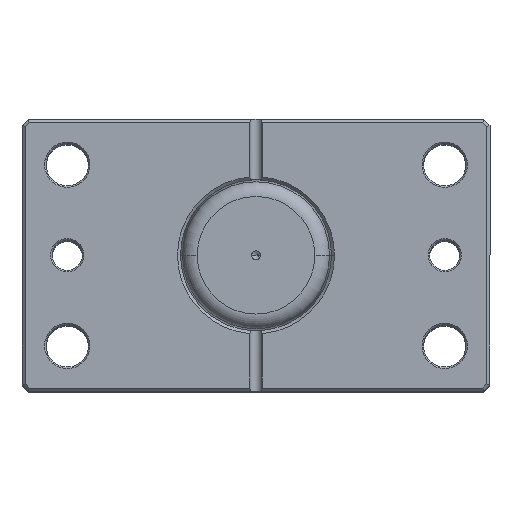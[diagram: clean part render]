
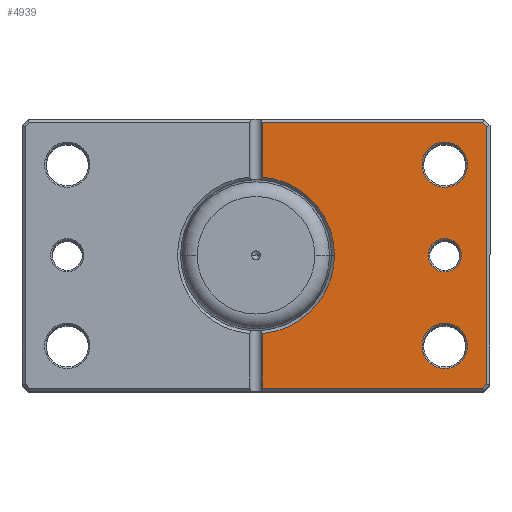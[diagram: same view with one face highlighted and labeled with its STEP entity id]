
A CAD part, top view. The second image highlights one B-rep face of the part: STEP entity #4939.
In plain terms, the highlighted face is planar.
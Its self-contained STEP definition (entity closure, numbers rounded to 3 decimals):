
#49 = DIRECTION ( 'NONE',  ( 0., 0., 1. ) ) ;
#51 = CARTESIAN_POINT ( 'NONE',  ( -55., -30., 0. ) ) ;
#113 = VERTEX_POINT ( 'NONE', #2321 ) ;
#128 = LINE ( 'NONE', #1163, #3560 ) ;
#178 = EDGE_CURVE ( 'NONE', #6450, #2246, #1000, .T. ) ;
#258 = DIRECTION ( 'NONE',  ( 0., 0., 1. ) ) ;
#269 = ORIENTED_EDGE ( 'NONE', *, *, #3219, .T. ) ;
#341 = EDGE_CURVE ( 'NONE', #6981, #3326, #1421, .T. ) ;
#402 = DIRECTION ( 'NONE',  ( 1., 0., 0. ) ) ;
#425 = DIRECTION ( 'NONE',  ( 1., 0., 0. ) ) ;
#507 = CARTESIAN_POINT ( 'NONE',  ( -55., 30., 0. ) ) ;
#511 = DIRECTION ( 'NONE',  ( 1., 0., 0. ) ) ;
#537 = CARTESIAN_POINT ( 'NONE',  ( -26., 0., 0. ) ) ;
#547 = VERTEX_POINT ( 'NONE', #3005 ) ;
#597 = ORIENTED_EDGE ( 'NONE', *, *, #2558, .T. ) ;
#671 = FACE_OUTER_BOUND ( 'NONE', #802, .T. ) ;
#674 = CARTESIAN_POINT ( 'NONE',  ( -75.086, -44., 0. ) ) ;
#802 = EDGE_LOOP ( 'NONE', ( #3934, #597, #2886, #6396, #5193, #269, #6831, #4594, #6512 ) ) ;
#1000 = LINE ( 'NONE', #1143, #4091 ) ;
#1078 = DIRECTION ( 'NONE',  ( 0., 0., 1. ) ) ;
#1143 = CARTESIAN_POINT ( 'NONE',  ( -2., 45., 0. ) ) ;
#1163 = CARTESIAN_POINT ( 'NONE',  ( -2., 45., 0. ) ) ;
#1191 = AXIS2_PLACEMENT_3D ( 'NONE', #7016, #3690, #402 ) ;
#1285 = CIRCLE ( 'NONE', #1680, 26. ) ;
#1289 = DIRECTION ( 'NONE',  ( 0., 0., 1. ) ) ;
#1328 = EDGE_CURVE ( 'NONE', #3326, #5297, #6428, .T. ) ;
#1421 = LINE ( 'NONE', #4637, #5678 ) ;
#1445 = VERTEX_POINT ( 'NONE', #51 ) ;
#1493 = CARTESIAN_POINT ( 'NONE',  ( 0., 44., 0. ) ) ;
#1613 = CIRCLE ( 'NONE', #4559, 7.5 ) ;
#1656 = EDGE_CURVE ( 'NONE', #1445, #113, #1720, .T. ) ;
#1672 = VERTEX_POINT ( 'NONE', #4161 ) ;
#1680 = AXIS2_PLACEMENT_3D ( 'NONE', #4578, #1289, #5159 ) ;
#1696 = DIRECTION ( 'NONE',  ( 0., -1., 0. ) ) ;
#1720 = CIRCLE ( 'NONE', #6355, 7.5 ) ;
#1853 = CARTESIAN_POINT ( 'NONE',  ( -59.543, -59.543, 0. ) ) ;
#1879 = DIRECTION ( 'NONE',  ( 0., -1., 0. ) ) ;
#2040 = CARTESIAN_POINT ( 'NONE',  ( -68., 0., 0. ) ) ;
#2246 = VERTEX_POINT ( 'NONE', #7008 ) ;
#2309 = AXIS2_PLACEMENT_3D ( 'NONE', #3327, #49, #3877 ) ;
#2321 = CARTESIAN_POINT ( 'NONE',  ( -70., -30., 0. ) ) ;
#2409 = DIRECTION ( 'NONE',  ( -0.707, 0.707, 0. ) ) ;
#2470 = PLANE ( 'NONE',  #6723 ) ;
#2506 = CARTESIAN_POINT ( 'NONE',  ( -75.086, 44., 0. ) ) ;
#2558 = EDGE_CURVE ( 'NONE', #547, #3559, #1285, .T. ) ;
#2639 = EDGE_CURVE ( 'NONE', #2246, #3715, #6825, .T. ) ;
#2728 = AXIS2_PLACEMENT_3D ( 'NONE', #4360, #1078, #4928 ) ;
#2820 = EDGE_CURVE ( 'NONE', #3478, #3373, #6914, .T. ) ;
#2886 = ORIENTED_EDGE ( 'NONE', *, *, #4128, .T. ) ;
#2984 = EDGE_CURVE ( 'NONE', #113, #1445, #6221, .T. ) ;
#3005 = CARTESIAN_POINT ( 'NONE',  ( -2., 25.923, 0. ) ) ;
#3010 = DIRECTION ( 'NONE',  ( 1., 0., 0. ) ) ;
#3047 = EDGE_LOOP ( 'NONE', ( #5124, #4958 ) ) ;
#3102 = CARTESIAN_POINT ( 'NONE',  ( -57., 0., 0. ) ) ;
#3178 = CARTESIAN_POINT ( 'NONE',  ( -62.5, 30., 0. ) ) ;
#3219 = EDGE_CURVE ( 'NONE', #3715, #3583, #6129, .T. ) ;
#3229 = CARTESIAN_POINT ( 'NONE',  ( -62.5, 30., 0. ) ) ;
#3326 = VERTEX_POINT ( 'NONE', #2506 ) ;
#3327 = CARTESIAN_POINT ( 'NONE',  ( -62.5, 0., 0. ) ) ;
#3373 = VERTEX_POINT ( 'NONE', #3102 ) ;
#3413 = LINE ( 'NONE', #5299, #4718 ) ;
#3478 = VERTEX_POINT ( 'NONE', #2040 ) ;
#3559 = VERTEX_POINT ( 'NONE', #537 ) ;
#3560 = VECTOR ( 'NONE', #1696, 1000. ) ;
#3576 = FACE_BOUND ( 'NONE', #6783, .T. ) ;
#3583 = VERTEX_POINT ( 'NONE', #4963 ) ;
#3612 = CARTESIAN_POINT ( 'NONE',  ( -62.5, -30., 0. ) ) ;
#3669 = ORIENTED_EDGE ( 'NONE', *, *, #1656, .T. ) ;
#3690 = DIRECTION ( 'NONE',  ( 0., 0., 1. ) ) ;
#3715 = VERTEX_POINT ( 'NONE', #674 ) ;
#3738 = DIRECTION ( 'NONE',  ( 1., 0., 0. ) ) ;
#3782 = DIRECTION ( 'NONE',  ( 1., 0., 0. ) ) ;
#3786 = DIRECTION ( 'NONE',  ( 0., 0., 1. ) ) ;
#3877 = DIRECTION ( 'NONE',  ( 1., 0., 0. ) ) ;
#3930 = DIRECTION ( 'NONE',  ( 0., 0., 1. ) ) ;
#3934 = ORIENTED_EDGE ( 'NONE', *, *, #6218, .T. ) ;
#3975 = DIRECTION ( 'NONE',  ( 1., 0., 0. ) ) ;
#3989 = AXIS2_PLACEMENT_3D ( 'NONE', #3178, #7067, #3738 ) ;
#4071 = DIRECTION ( 'NONE',  ( -1., 0., 0. ) ) ;
#4091 = VECTOR ( 'NONE', #1879, 1000. ) ;
#4102 = EDGE_CURVE ( 'NONE', #5160, #1672, #1613, .T. ) ;
#4128 = EDGE_CURVE ( 'NONE', #3559, #6450, #5881, .T. ) ;
#4161 = CARTESIAN_POINT ( 'NONE',  ( -70., 30., 0. ) ) ;
#4360 = CARTESIAN_POINT ( 'NONE',  ( 0., 0., 0. ) ) ;
#4559 = AXIS2_PLACEMENT_3D ( 'NONE', #3229, #7113, #3782 ) ;
#4561 = EDGE_CURVE ( 'NONE', #3583, #6981, #3413, .T. ) ;
#4578 = CARTESIAN_POINT ( 'NONE',  ( 0., 0., 0. ) ) ;
#4594 = ORIENTED_EDGE ( 'NONE', *, *, #341, .T. ) ;
#4637 = CARTESIAN_POINT ( 'NONE',  ( -59.543, 59.543, 0. ) ) ;
#4718 = VECTOR ( 'NONE', #5447, 1000. ) ;
#4797 = ORIENTED_EDGE ( 'NONE', *, *, #2820, .T. ) ;
#4832 = DIRECTION ( 'NONE',  ( 0.707, 0.707, 0. ) ) ;
#4893 = FACE_BOUND ( 'NONE', #6608, .T. ) ;
#4928 = DIRECTION ( 'NONE',  ( 1., 0., 0. ) ) ;
#4939 = ADVANCED_FACE ( 'NONE', ( #3576, #4893, #6378, #671 ), #2470, .F. ) ;
#4945 = VECTOR ( 'NONE', #425, 1000. ) ;
#4958 = ORIENTED_EDGE ( 'NONE', *, *, #4102, .T. ) ;
#4963 = CARTESIAN_POINT ( 'NONE',  ( -76.5, -42.586, 0. ) ) ;
#5005 = VECTOR ( 'NONE', #4071, 1000. ) ;
#5096 = EDGE_CURVE ( 'NONE', #1672, #5160, #6459, .T. ) ;
#5124 = ORIENTED_EDGE ( 'NONE', *, *, #5096, .T. ) ;
#5159 = DIRECTION ( 'NONE',  ( 1., 0., 0. ) ) ;
#5160 = VERTEX_POINT ( 'NONE', #507 ) ;
#5193 = ORIENTED_EDGE ( 'NONE', *, *, #2639, .T. ) ;
#5206 = ORIENTED_EDGE ( 'NONE', *, *, #6762, .T. ) ;
#5238 = CARTESIAN_POINT ( 'NONE',  ( 0., 0., 0. ) ) ;
#5272 = AXIS2_PLACEMENT_3D ( 'NONE', #7119, #3786, #511 ) ;
#5297 = VERTEX_POINT ( 'NONE', #5483 ) ;
#5299 = CARTESIAN_POINT ( 'NONE',  ( -76.5, 0., 0. ) ) ;
#5447 = DIRECTION ( 'NONE',  ( 0., 1., 0. ) ) ;
#5483 = CARTESIAN_POINT ( 'NONE',  ( -2., 44., 0. ) ) ;
#5487 = CIRCLE ( 'NONE', #2309, 5.5 ) ;
#5678 = VECTOR ( 'NONE', #4832, 1000. ) ;
#5881 = CIRCLE ( 'NONE', #2728, 26. ) ;
#5916 = ORIENTED_EDGE ( 'NONE', *, *, #2984, .T. ) ;
#6129 = LINE ( 'NONE', #1853, #6306 ) ;
#6218 = EDGE_CURVE ( 'NONE', #5297, #547, #128, .T. ) ;
#6221 = CIRCLE ( 'NONE', #5272, 7.5 ) ;
#6273 = CARTESIAN_POINT ( 'NONE',  ( -76.5, 42.586, 0. ) ) ;
#6305 = CARTESIAN_POINT ( 'NONE',  ( 0., -44., 0. ) ) ;
#6306 = VECTOR ( 'NONE', #2409, 1000. ) ;
#6355 = AXIS2_PLACEMENT_3D ( 'NONE', #3612, #3930, #3975 ) ;
#6378 = FACE_BOUND ( 'NONE', #3047, .T. ) ;
#6396 = ORIENTED_EDGE ( 'NONE', *, *, #178, .T. ) ;
#6428 = LINE ( 'NONE', #1493, #4945 ) ;
#6450 = VERTEX_POINT ( 'NONE', #6886 ) ;
#6459 = CIRCLE ( 'NONE', #3989, 7.5 ) ;
#6512 = ORIENTED_EDGE ( 'NONE', *, *, #1328, .T. ) ;
#6608 = EDGE_LOOP ( 'NONE', ( #5916, #3669 ) ) ;
#6723 = AXIS2_PLACEMENT_3D ( 'NONE', #5238, #258, #3010 ) ;
#6762 = EDGE_CURVE ( 'NONE', #3373, #3478, #5487, .T. ) ;
#6783 = EDGE_LOOP ( 'NONE', ( #4797, #5206 ) ) ;
#6825 = LINE ( 'NONE', #6305, #5005 ) ;
#6831 = ORIENTED_EDGE ( 'NONE', *, *, #4561, .T. ) ;
#6886 = CARTESIAN_POINT ( 'NONE',  ( -2., -25.923, 0. ) ) ;
#6914 = CIRCLE ( 'NONE', #1191, 5.5 ) ;
#6981 = VERTEX_POINT ( 'NONE', #6273 ) ;
#7008 = CARTESIAN_POINT ( 'NONE',  ( -2., -44., 0. ) ) ;
#7016 = CARTESIAN_POINT ( 'NONE',  ( -62.5, 0., 0. ) ) ;
#7067 = DIRECTION ( 'NONE',  ( 0., 0., 1. ) ) ;
#7113 = DIRECTION ( 'NONE',  ( 0., 0., 1. ) ) ;
#7119 = CARTESIAN_POINT ( 'NONE',  ( -62.5, -30., 0. ) ) ;
